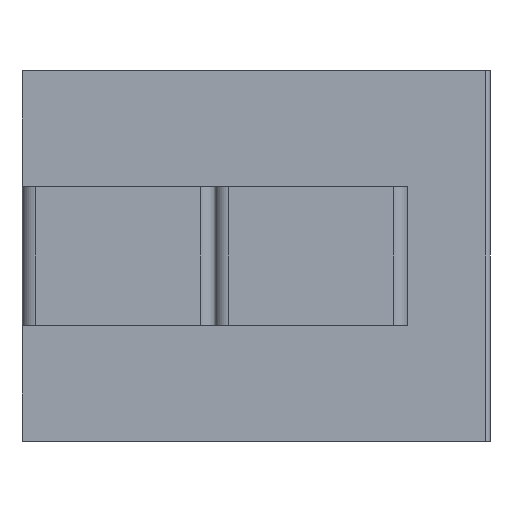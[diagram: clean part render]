
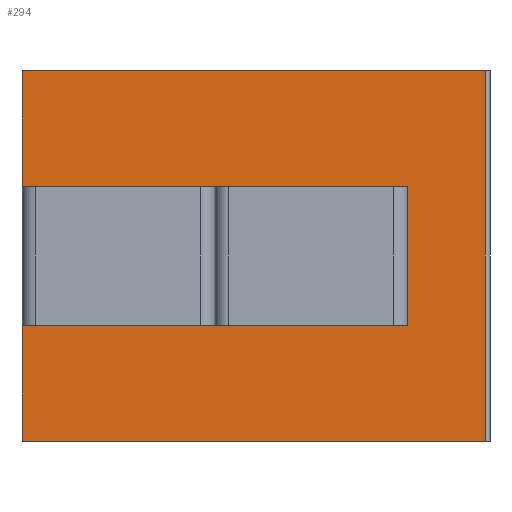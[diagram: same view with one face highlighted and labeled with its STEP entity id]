
A CAD part, left-side view. The second image highlights one B-rep face of the part: STEP entity #294.
In plain terms, the highlighted planar face has unit normal (-1, 0, 0).
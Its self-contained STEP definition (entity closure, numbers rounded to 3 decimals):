
#38 = ORIENTED_EDGE ( 'NONE', *, *, #354, .T. ) ;
#98 = DIRECTION ( 'NONE',  ( 0., 0., -1. ) ) ;
#113 = VERTEX_POINT ( 'NONE', #3086 ) ;
#212 = VERTEX_POINT ( 'NONE', #2865 ) ;
#256 = EDGE_LOOP ( 'NONE', ( #2507, #2238, #1267, #621, #2818, #38, #2460, #578 ) ) ;
#294 = ADVANCED_FACE ( 'NONE', ( #394 ), #2263, .F. ) ;
#321 = DIRECTION ( 'NONE',  ( 0., -1., 0. ) ) ;
#354 = EDGE_CURVE ( 'NONE', #2735, #1588, #3100, .T. ) ;
#394 = FACE_OUTER_BOUND ( 'NONE', #256, .T. ) ;
#486 = VERTEX_POINT ( 'NONE', #1104 ) ;
#547 = EDGE_CURVE ( 'NONE', #1612, #212, #2077, .T. ) ;
#578 = ORIENTED_EDGE ( 'NONE', *, *, #1746, .F. ) ;
#621 = ORIENTED_EDGE ( 'NONE', *, *, #547, .T. ) ;
#690 = EDGE_CURVE ( 'NONE', #212, #2735, #3195, .T. ) ;
#705 = VECTOR ( 'NONE', #321, 1000. ) ;
#863 = CARTESIAN_POINT ( 'NONE',  ( -3.05, 1.182, 1. ) ) ;
#910 = CARTESIAN_POINT ( 'NONE',  ( -3.05, 1.182, -1. ) ) ;
#941 = AXIS2_PLACEMENT_3D ( 'NONE', #3310, #3287, #1280 ) ;
#1025 = CARTESIAN_POINT ( 'NONE',  ( -3.05, 0.068, 2.65 ) ) ;
#1058 = CARTESIAN_POINT ( 'NONE',  ( -3.05, 1.182, 1. ) ) ;
#1104 = CARTESIAN_POINT ( 'NONE',  ( -3.05, 6.7, 1. ) ) ;
#1131 = EDGE_CURVE ( 'NONE', #113, #1588, #2739, .T. ) ;
#1174 = VECTOR ( 'NONE', #2089, 1000. ) ;
#1224 = LINE ( 'NONE', #1058, #705 ) ;
#1267 = ORIENTED_EDGE ( 'NONE', *, *, #2260, .T. ) ;
#1280 = DIRECTION ( 'NONE',  ( 0., 0., -1. ) ) ;
#1285 = DIRECTION ( 'NONE',  ( 0., -1., 0. ) ) ;
#1313 = DIRECTION ( 'NONE',  ( 0., 0., -1. ) ) ;
#1401 = VECTOR ( 'NONE', #1313, 1000. ) ;
#1443 = LINE ( 'NONE', #1025, #3041 ) ;
#1544 = CARTESIAN_POINT ( 'NONE',  ( -3.05, 1.182, -1. ) ) ;
#1561 = VECTOR ( 'NONE', #2447, 1000. ) ;
#1588 = VERTEX_POINT ( 'NONE', #1655 ) ;
#1606 = CARTESIAN_POINT ( 'NONE',  ( -3.05, 6.7, 2.65 ) ) ;
#1612 = VERTEX_POINT ( 'NONE', #2978 ) ;
#1655 = CARTESIAN_POINT ( 'NONE',  ( -3.05, 0.068, -2.65 ) ) ;
#1746 = EDGE_CURVE ( 'NONE', #3083, #113, #1443, .T. ) ;
#1974 = VECTOR ( 'NONE', #3228, 1000. ) ;
#2029 = VECTOR ( 'NONE', #98, 1000. ) ;
#2077 = LINE ( 'NONE', #910, #1561 ) ;
#2089 = DIRECTION ( 'NONE',  ( 0., 0., -1. ) ) ;
#2215 = LINE ( 'NONE', #1544, #1174 ) ;
#2238 = ORIENTED_EDGE ( 'NONE', *, *, #2957, .T. ) ;
#2260 = EDGE_CURVE ( 'NONE', #2485, #1612, #2215, .T. ) ;
#2263 = PLANE ( 'NONE',  #941 ) ;
#2315 = DIRECTION ( 'NONE',  ( 0., -1., 0. ) ) ;
#2345 = CARTESIAN_POINT ( 'NONE',  ( -3.05, 0.068, -2.65 ) ) ;
#2447 = DIRECTION ( 'NONE',  ( 0., 1., 0. ) ) ;
#2460 = ORIENTED_EDGE ( 'NONE', *, *, #1131, .F. ) ;
#2485 = VERTEX_POINT ( 'NONE', #863 ) ;
#2496 = LINE ( 'NONE', #3276, #1974 ) ;
#2507 = ORIENTED_EDGE ( 'NONE', *, *, #2698, .T. ) ;
#2616 = VECTOR ( 'NONE', #2315, 1000. ) ;
#2698 = EDGE_CURVE ( 'NONE', #3083, #486, #2496, .T. ) ;
#2702 = CARTESIAN_POINT ( 'NONE',  ( -3.05, 0.068, 2.65 ) ) ;
#2735 = VERTEX_POINT ( 'NONE', #2991 ) ;
#2739 = LINE ( 'NONE', #2702, #2029 ) ;
#2818 = ORIENTED_EDGE ( 'NONE', *, *, #690, .T. ) ;
#2841 = CARTESIAN_POINT ( 'NONE',  ( -3.05, 6.7, 2.65 ) ) ;
#2865 = CARTESIAN_POINT ( 'NONE',  ( -3.05, 6.7, -1. ) ) ;
#2957 = EDGE_CURVE ( 'NONE', #486, #2485, #1224, .T. ) ;
#2978 = CARTESIAN_POINT ( 'NONE',  ( -3.05, 1.182, -1. ) ) ;
#2991 = CARTESIAN_POINT ( 'NONE',  ( -3.05, 6.7, -2.65 ) ) ;
#3041 = VECTOR ( 'NONE', #1285, 1000. ) ;
#3083 = VERTEX_POINT ( 'NONE', #1606 ) ;
#3086 = CARTESIAN_POINT ( 'NONE',  ( -3.05, 0.068, 2.65 ) ) ;
#3100 = LINE ( 'NONE', #2345, #2616 ) ;
#3195 = LINE ( 'NONE', #2841, #1401 ) ;
#3228 = DIRECTION ( 'NONE',  ( 0., 0., -1. ) ) ;
#3276 = CARTESIAN_POINT ( 'NONE',  ( -3.05, 6.7, 2.65 ) ) ;
#3287 = DIRECTION ( 'NONE',  ( 1., 0., 0. ) ) ;
#3310 = CARTESIAN_POINT ( 'NONE',  ( -3.05, 0.068, 2.65 ) ) ;
